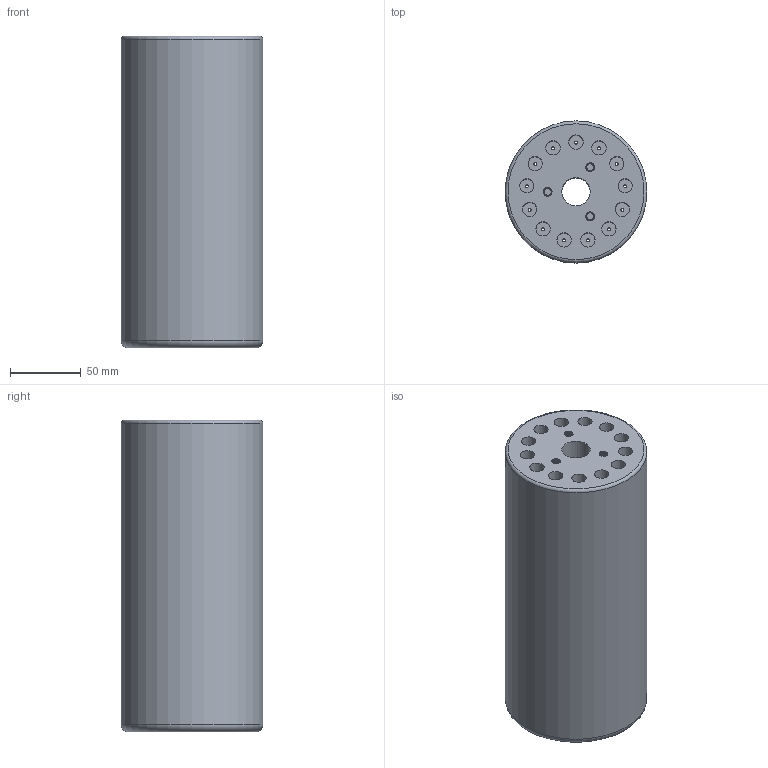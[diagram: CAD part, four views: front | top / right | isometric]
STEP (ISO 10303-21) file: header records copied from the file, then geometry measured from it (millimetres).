
FILE_DESCRIPTION(/* description */ (''),/* implementation_level */ '2;1');
FILE_NAME(/* name */ 'Bloc d''égalisation v6.step',/* time_stamp */ '2022-04-07T07:04:23-03:00',/* author */ (''),/* organization */ (''),/* preprocessor_version */ 'ST-DEVELOPER v18.1',/* originating_system */ 'Autodesk Translation Framework v10.14.0.1471',/* authorisation */ '');
FILE_SCHEMA (('AUTOMOTIVE_DESIGN { 1 0 10303 214 3 1 1 }'));
Length unit declared in the file: millimetre
Products named in the file (1): Bloc d'égalisation
Bounding box: 100 x 100 x 220 mm (x, y, z)
Volume: 1445943.5 mm3; surface area: 183251.3 mm2
Topology: 1 solids, 1 shells, 210 faces, 574 edges, 382 vertices
Faces by surface type: cylinder 184, plane 18, bspline 6, torus 2
Full cylindrical faces by diameter (mm): 2 x13, 5.035 x36, 6.147 x18, 10.1 x13, 20 x1, 100 x1
Entity records: 15705 total; most frequent: CARTESIAN_POINT 10875, ORIENTED_EDGE 1148, DIRECTION 732, EDGE_CURVE 574, VERTEX_POINT 382, B_SPLINE_CURVE_WITH_KNOTS 324, AXIS2_PLACEMENT_3D 277, EDGE_LOOP 254
